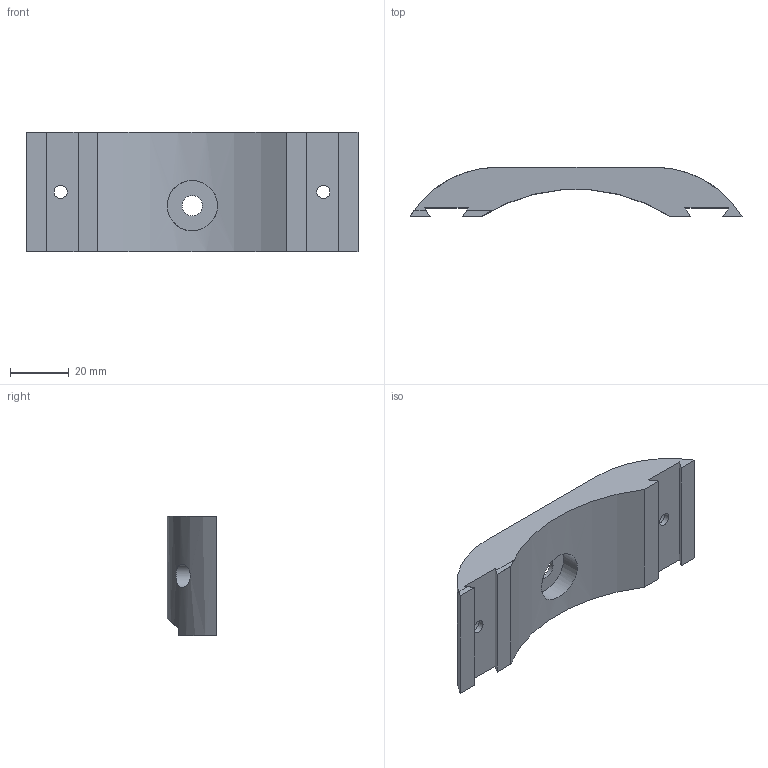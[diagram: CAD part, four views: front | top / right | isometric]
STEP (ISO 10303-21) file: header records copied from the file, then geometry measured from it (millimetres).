
FILE_DESCRIPTION(/* description */ ('','CAx-IF Rec.Pracs.---Representation and Presentation of Product Manufacturing Information (PMI)---4.0---2014-10-13'),/* implementation_level */ '2;1');
FILE_NAME(/* name */ 'Housing Small.step',/* time_stamp */ '2025-03-21T09:14:34+01:00',/* author */ (''),/* organization */ (''),/* preprocessor_version */ 'ST-DEVELOPER v20',/* originating_system */ 'Autodesk Translation Framework v13.20.0.188',/* authorisation */ '');
FILE_SCHEMA (('AP242_MANAGED_MODEL_BASED_3D_ENGINEERING_MIM_LF { 1 0 10303 442 1 1 4 }'));
Length unit declared in the file: millimetre
Products named in the file (2): Housing Small; Component2
Assembly tree (1 placements, depth 2):
  Housing Small
    Component2
Bounding box: 113.39 x 16.88 x 40.92 mm (x, y, z)
Volume: 42798.7 mm3; surface area: 13578.5 mm2
Topology: 3 solids, 3 shells, 37 faces, 86 edges, 58 vertices
Faces by surface type: plane 26, cylinder 11
Full cylindrical faces by diameter (mm): 4.5 x2, 7 x1, 8 x2, 17.2 x1
Entity records: 1218 total; most frequent: CARTESIAN_POINT 285, DIRECTION 182, ORIENTED_EDGE 172, EDGE_CURVE 86, AXIS2_PLACEMENT_3D 61, LINE 60, VECTOR 60, VERTEX_POINT 58
